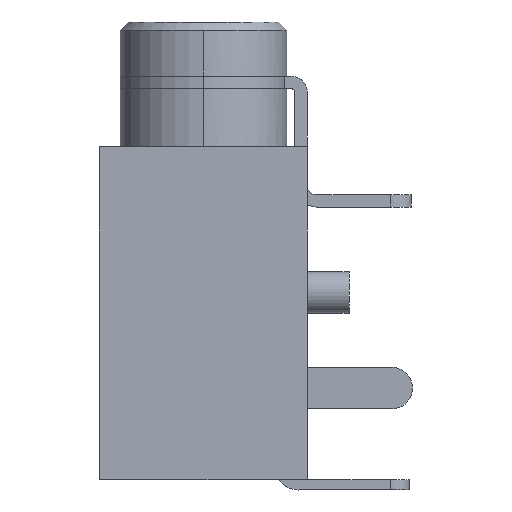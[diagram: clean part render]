
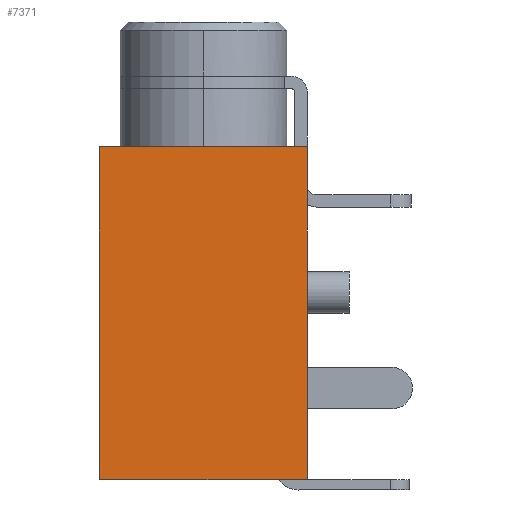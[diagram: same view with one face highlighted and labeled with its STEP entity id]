
A CAD part, left-side view. The second image highlights one B-rep face of the part: STEP entity #7371.
In plain terms, the highlighted planar face has unit normal (-1, 0, 0).
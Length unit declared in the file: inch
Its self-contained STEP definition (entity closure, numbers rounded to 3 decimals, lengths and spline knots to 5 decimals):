
#39 = LINE ( 'NONE', #4144, #3055 ) ;
#135 = LINE ( 'NONE', #5359, #1236 ) ;
#160 = ORIENTED_EDGE ( 'NONE', *, *, #4393, .F. ) ;
#735 = DIRECTION ( 'NONE',  ( 0., 0., -1. ) ) ;
#848 = CARTESIAN_POINT ( 'NONE',  ( -0.10008, -0.10653, -0.01969 ) ) ;
#1236 = VECTOR ( 'NONE', #4894, 39.37008 ) ;
#1266 = DIRECTION ( 'NONE',  ( 0., 0., 1. ) ) ;
#1464 = DIRECTION ( 'NONE',  ( 0., 0., -1. ) ) ;
#1514 = CARTESIAN_POINT ( 'NONE',  ( -0.10008, -0.0081, 0.1378 ) ) ;
#1544 = DIRECTION ( 'NONE',  ( 0., -1., 0. ) ) ;
#1734 = AXIS2_PLACEMENT_3D ( 'NONE', #5352, #7218, #735 ) ;
#1798 = ORIENTED_EDGE ( 'NONE', *, *, #5946, .F. ) ;
#2670 = VERTEX_POINT ( 'NONE', #4112 ) ;
#2832 = ORIENTED_EDGE ( 'NONE', *, *, #3007, .F. ) ;
#2941 = CARTESIAN_POINT ( 'NONE',  ( -0.10008, 0.09032, 0.1378 ) ) ;
#3007 = EDGE_CURVE ( 'NONE', #6933, #2670, #5009, .T. ) ;
#3055 = VECTOR ( 'NONE', #1266, 39.37008 ) ;
#3287 = ORIENTED_EDGE ( 'NONE', *, *, #3561, .F. ) ;
#3406 = EDGE_LOOP ( 'NONE', ( #2832, #3287, #1798, #160 ) ) ;
#3561 = EDGE_CURVE ( 'NONE', #4222, #6933, #39, .T. ) ;
#4112 = CARTESIAN_POINT ( 'NONE',  ( -0.10008, -0.10653, 0.1378 ) ) ;
#4144 = CARTESIAN_POINT ( 'NONE',  ( -0.10008, 0.09032, -0.01969 ) ) ;
#4222 = VERTEX_POINT ( 'NONE', #4875 ) ;
#4393 = EDGE_CURVE ( 'NONE', #2670, #4946, #6765, .T. ) ;
#4875 = CARTESIAN_POINT ( 'NONE',  ( -0.10008, 0.09032, -0.17717 ) ) ;
#4894 = DIRECTION ( 'NONE',  ( 0., 1., 0. ) ) ;
#4946 = VERTEX_POINT ( 'NONE', #7156 ) ;
#5009 = LINE ( 'NONE', #1514, #5525 ) ;
#5352 = CARTESIAN_POINT ( 'NONE',  ( -0.10008, -0.0081, -0.01969 ) ) ;
#5359 = CARTESIAN_POINT ( 'NONE',  ( -0.10008, -0.0081, -0.17717 ) ) ;
#5469 = PLANE ( 'NONE',  #1734 ) ;
#5525 = VECTOR ( 'NONE', #1544, 39.37008 ) ;
#5640 = VECTOR ( 'NONE', #1464, 39.37008 ) ;
#5946 = EDGE_CURVE ( 'NONE', #4946, #4222, #135, .T. ) ;
#6034 = FACE_OUTER_BOUND ( 'NONE', #3406, .T. ) ;
#6765 = LINE ( 'NONE', #848, #5640 ) ;
#6933 = VERTEX_POINT ( 'NONE', #2941 ) ;
#7156 = CARTESIAN_POINT ( 'NONE',  ( -0.10008, -0.10653, -0.17717 ) ) ;
#7218 = DIRECTION ( 'NONE',  ( 1., 0., 0. ) ) ;
#7371 = ADVANCED_FACE ( 'NONE', ( #6034 ), #5469, .F. ) ;
